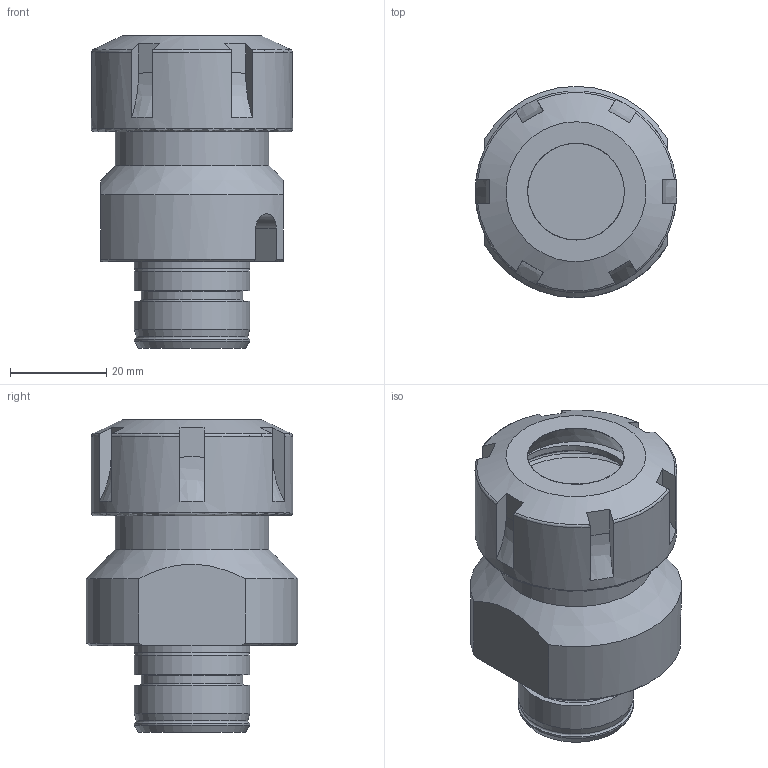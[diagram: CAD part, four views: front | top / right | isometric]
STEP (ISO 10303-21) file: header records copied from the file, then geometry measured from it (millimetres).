
FILE_DESCRIPTION(/* description */ (''),/* implementation_level */ '2;1');
FILE_NAME(/* name */ 'W9990562_stp.stp',/* time_stamp */ '2013-02-07T10:58:29+01:00',/* author */ (''),/* organization */ (''),/* preprocessor_version */ 'ST-DEVELOPER v11',/* originating_system */ 'SIEMENS PLM Software NX 7.5',/* authorisation */ '');
FILE_SCHEMA (('AUTOMOTIVE_DESIGN { 1 0 10303 214 1 1 1 1 }'));
Length unit declared in the file: millimetre
Products named in the file (1): furt4036u5w0
Bounding box: 41.98 x 44 x 65.06 mm (x, y, z)
Volume: 58953.5 mm3; surface area: 13022.4 mm2
Topology: 1 solids, 1 shells, 75 faces, 190 edges, 124 vertices
Faces by surface type: plane 34, cylinder 13, torus 12, cone 10, bspline 6
Full cylindrical faces by diameter (mm): 20.133 x1, 21.1 x1, 24 x4, 26 x1, 32 x1, 32.1 x1, 42 x1
Entity records: 2324 total; most frequent: CARTESIAN_POINT 745, ORIENTED_EDGE 310, DIRECTION 297, EDGE_CURVE 155, AXIS2_PLACEMENT_3D 129, VERTEX_POINT 112, EDGE_LOOP 105, ADVANCED_FACE 75
